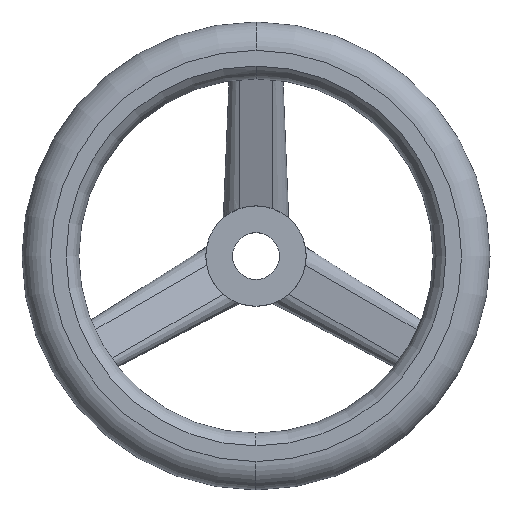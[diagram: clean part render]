
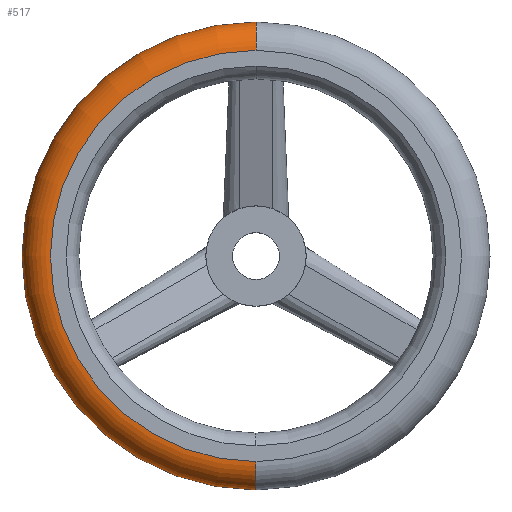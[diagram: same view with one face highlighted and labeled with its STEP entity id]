
A CAD part, top view. The second image highlights one B-rep face of the part: STEP entity #517.
In plain terms, the highlighted toroidal (fillet/blend) face has major radius 61.5 mm and minor radius 8.5 mm.
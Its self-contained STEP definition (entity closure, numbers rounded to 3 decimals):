
#213=VERTEX_POINT('',#573);
#267=EDGE_CURVE('',#325,#529,#636,.T.);
#285=EDGE_CURVE('',#213,#529,#655,.T.);
#325=VERTEX_POINT('',#699);
#401=EDGE_CURVE('',#325,#447,#786,.T.);
#447=VERTEX_POINT('',#836);
#479=EDGE_CURVE('',#213,#447,#873,.T.);
#517=ADVANCED_FACE('',(#912),#913,.T.);
#529=VERTEX_POINT('',#927);
#573=CARTESIAN_POINT('',(0.,-61.5,39.0));
#636=CIRCLE('',#1138,8.5);
#655=CIRCLE('',#1185,61.5);
#699=CARTESIAN_POINT('',(0.,70.0,30.5));
#786=CIRCLE('',#1491,70.0);
#836=CARTESIAN_POINT('',(0.,-70.0,30.5));
#873=CIRCLE('',#1722,8.5);
#912=FACE_OUTER_BOUND('',#1810,.T.);
#913=TOROIDAL_SURFACE('',#1811,61.5,8.5);
#927=CARTESIAN_POINT('',(0.,61.5,39.0));
#1138=AXIS2_PLACEMENT_3D('',#1952,#1953,#1954);
#1185=AXIS2_PLACEMENT_3D('',#1969,#1970,#1971);
#1491=AXIS2_PLACEMENT_3D('',#2126,#2127,#2128);
#1722=AXIS2_PLACEMENT_3D('',#2221,#2222,#2223);
#1810=EDGE_LOOP('',(#2252,#2253,#2254,#2255));
#1811=AXIS2_PLACEMENT_3D('',#2256,#2257,#2258);
#1952=CARTESIAN_POINT('',(0.,61.5,30.5));
#1953=DIRECTION('',(1.0,0.,0.));
#1954=DIRECTION('',(0.,1.0,0.));
#1969=CARTESIAN_POINT('',(0.,0.,39.0));
#1970=DIRECTION('',(0.,0.,-1.0));
#1971=DIRECTION('',(0.,1.0,0.));
#2126=CARTESIAN_POINT('',(0.,0.,30.5));
#2127=DIRECTION('',(0.,0.,1.0));
#2128=DIRECTION('',(1.0,0.0,0.));
#2221=CARTESIAN_POINT('',(0.,-61.5,30.5));
#2222=DIRECTION('',(1.0,0.,0.));
#2223=DIRECTION('',(0.,-1.0,0.));
#2252=ORIENTED_EDGE('',*,*,#401,.T.);
#2253=ORIENTED_EDGE('',*,*,#479,.F.);
#2254=ORIENTED_EDGE('',*,*,#285,.T.);
#2255=ORIENTED_EDGE('',*,*,#267,.F.);
#2256=CARTESIAN_POINT('',(0.,0.,30.5));
#2257=DIRECTION('',(0.,0.,1.0));
#2258=DIRECTION('',(0.,1.0,0.0));
